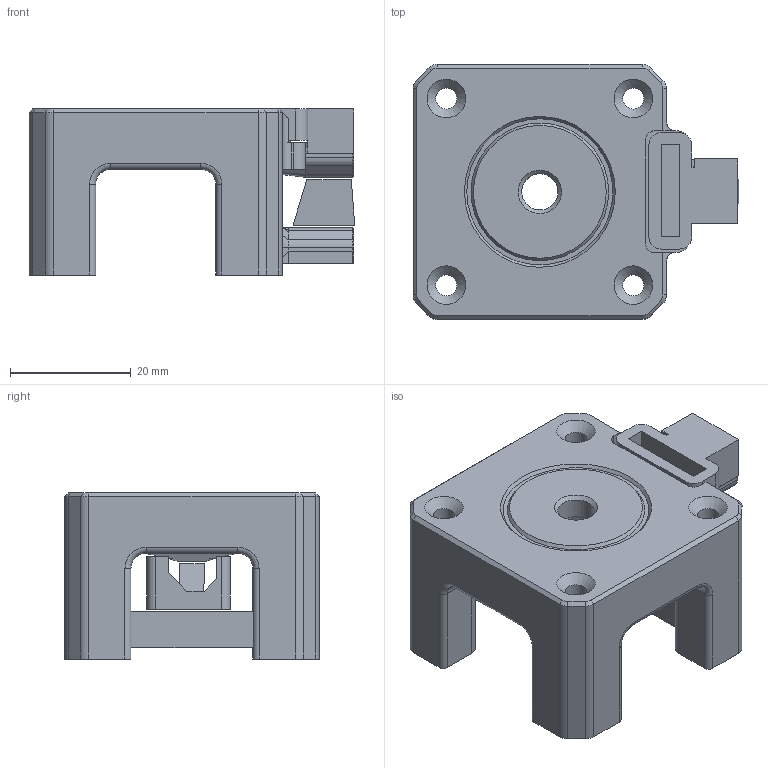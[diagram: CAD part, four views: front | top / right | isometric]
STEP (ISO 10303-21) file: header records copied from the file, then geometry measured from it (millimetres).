
FILE_DESCRIPTION(/* description */ (''),/* implementation_level */ '2;1');
FILE_NAME(/* name */ 'WoodWorker - Remix of Lamarc N4Pro Double Shear Limit.step',/* time_stamp */ '2025-05-28T20:59:34-04:00',/* author */ (''),/* organization */ (''),/* preprocessor_version */ 'ST-DEVELOPER v20.1',/* originating_system */ 'Autodesk Translation Framework v14.10.0.0',/* authorisation */ '');
FILE_SCHEMA (('AUTOMOTIVE_DESIGN { 1 0 10303 214 3 1 1 }'));
Length unit declared in the file: millimetre
Products named in the file (1): Lamarc N4Pro Double Shear Limit
Bounding box: 53.92 x 42.22 x 27.5 mm (x, y, z)
Volume: 25936.5 mm3; surface area: 12369.6 mm2
Topology: 3 solids, 3 shells, 314 faces, 835 edges, 525 vertices
Faces by surface type: plane 188, cylinder 72, cone 33, torus 15, bspline 6
Full cylindrical faces by diameter (mm): 2.8 x2, 3.5 x4, 6 x1
Entity records: 9857 total; most frequent: CARTESIAN_POINT 1908, ORIENTED_EDGE 1670, DIRECTION 1630, EDGE_CURVE 835, LINE 600, VECTOR 600, VERTEX_POINT 525, AXIS2_PLACEMENT_3D 515
